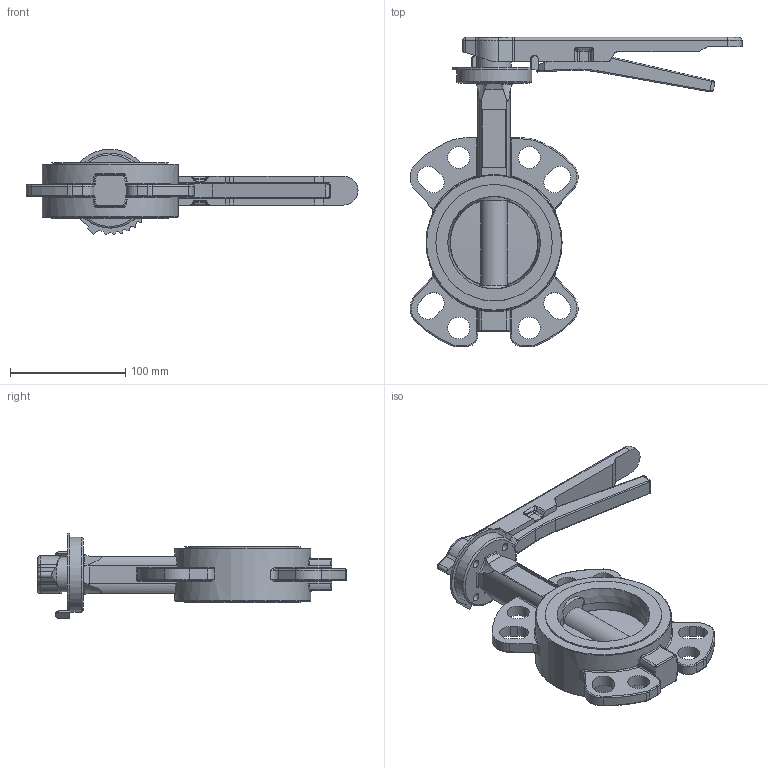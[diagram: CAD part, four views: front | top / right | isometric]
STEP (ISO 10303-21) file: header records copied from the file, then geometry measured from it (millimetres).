
FILE_DESCRIPTION (( 'STEP AP203' ), '1' );
FILE_NAME ('Assieme1.STEP', '2018-10-08T06:04:45', ( 'dell2' ), ( 'Microsoft' ), 'SwSTEP 2.0', 'SolidWorks 2014', '' );
FILE_SCHEMA (( 'CONFIG_CONTROL_DESIGN' ));
Length unit declared in the file: millimetre
Products named in the file (1): Assieme1
Bounding box: 287.89 x 268 x 74.36 mm (x, y, z)
Volume: 650546.9 mm3; surface area: 116594 mm2
Topology: 1 solids, 6 shells, 486 faces, 1229 edges, 749 vertices
Faces by surface type: cylinder 190, plane 145, torus 81, bspline 35, cone 29, sphere 6
Full cylindrical faces by diameter (mm): 7 x4, 19 x4, 24 x1, 25.9 x1, 30 x1, 65 x1, 100.9 x2, 118 x1
Entity records: 16022 total; most frequent: CARTESIAN_POINT 4697, DIRECTION 2373, ORIENTED_EDGE 2356, EDGE_CURVE 1178, AXIS2_PLACEMENT_3D 932, VERTEX_POINT 738, EDGE_LOOP 540, LINE 509
